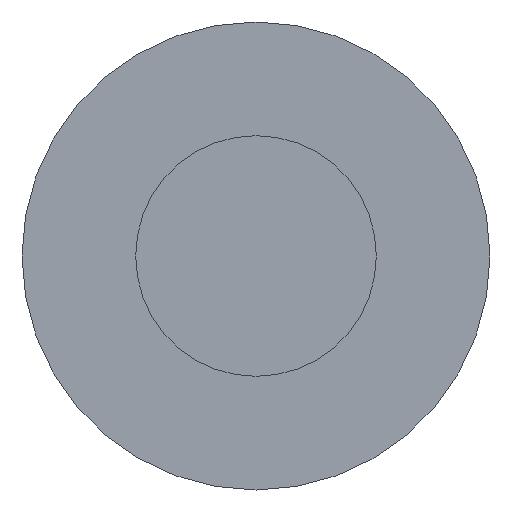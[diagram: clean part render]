
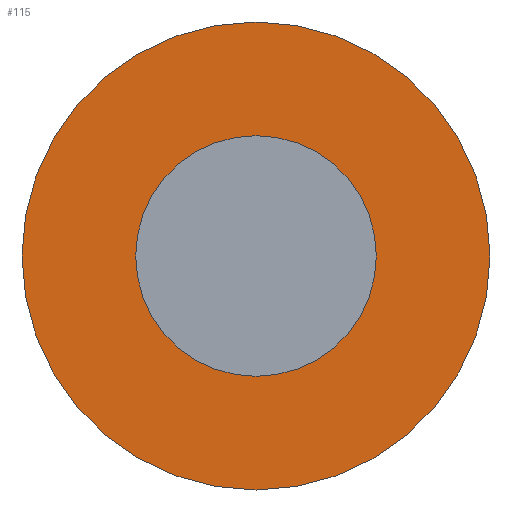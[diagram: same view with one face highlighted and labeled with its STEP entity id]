
A CAD part, front view. The second image highlights one B-rep face of the part: STEP entity #115.
In plain terms, the highlighted planar face has unit normal (0, -1, 0).
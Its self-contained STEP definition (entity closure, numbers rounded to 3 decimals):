
#115=ADVANCED_FACE('',(#163,#164),#143,.F.);
#143=PLANE('',#471);
#163=FACE_BOUND('',#193,.T.);
#164=FACE_BOUND('',#194,.T.);
#193=EDGE_LOOP('',(#237));
#194=EDGE_LOOP('',(#238));
#237=ORIENTED_EDGE('',*,*,#378,.F.);
#238=ORIENTED_EDGE('',*,*,#379,.T.);
#339=VERTEX_POINT('',#664);
#340=VERTEX_POINT('',#666);
#378=EDGE_CURVE('',#339,#339,#429,.T.);
#379=EDGE_CURVE('',#340,#340,#430,.T.);
#429=CIRCLE('',#469,1.75);
#430=CIRCLE('',#470,0.9);
#469=AXIS2_PLACEMENT_3D('',#663,#526,#527);
#470=AXIS2_PLACEMENT_3D('',#665,#528,#529);
#471=AXIS2_PLACEMENT_3D('',#667,#530,#531);
#526=DIRECTION('',(0.,1.,0.));
#527=DIRECTION('',(-1.,0.,0.));
#528=DIRECTION('',(0.,1.,0.));
#529=DIRECTION('',(-1.,0.,0.));
#530=DIRECTION('',(0.,1.,0.));
#531=DIRECTION('',(-1.,0.,0.));
#663=CARTESIAN_POINT('',(0.5,0.,-13.95));
#664=CARTESIAN_POINT('',(-1.25,0.,-13.95));
#665=CARTESIAN_POINT('',(0.5,0.,-13.95));
#666=CARTESIAN_POINT('',(-0.4,0.,-13.95));
#667=CARTESIAN_POINT('',(-0.4,0.,-13.95));
